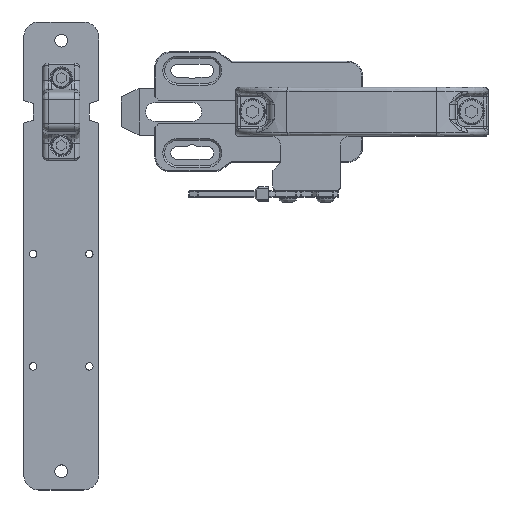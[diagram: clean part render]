
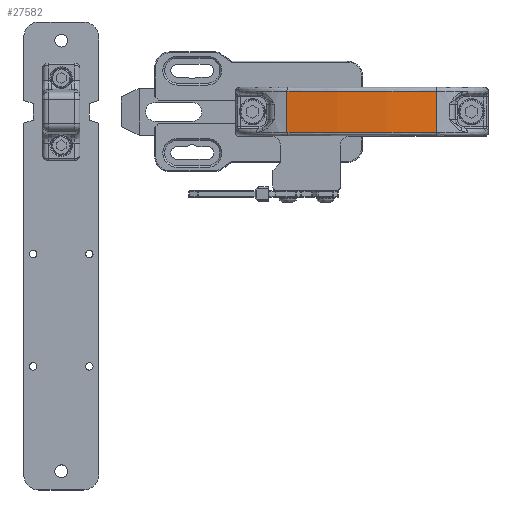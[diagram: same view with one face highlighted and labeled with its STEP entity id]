
A CAD part, top view. The second image highlights one B-rep face of the part: STEP entity #27582.
In plain terms, the highlighted cylindrical face has radius 254.194 mm (diameter 508.389 mm), a partial arc.
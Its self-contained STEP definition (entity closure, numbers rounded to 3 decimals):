
#270 = CYLINDRICAL_SURFACE ( 'NONE', #12729, 254.194 ) ;
#1025 = VECTOR ( 'NONE', #25399, 1000. ) ;
#1757 = LINE ( 'NONE', #18273, #1025 ) ;
#2267 = DIRECTION ( 'NONE',  ( 0., -1., 0. ) ) ;
#2738 = ORIENTED_EDGE ( 'NONE', *, *, #23606, .T. ) ;
#3138 = EDGE_LOOP ( 'NONE', ( #2738, #18993, #17325, #22109 ) ) ;
#4719 = DIRECTION ( 'NONE',  ( 0., 1., 0. ) ) ;
#6387 = CARTESIAN_POINT ( 'NONE',  ( 160.6, 213., -175.394 ) ) ;
#7980 = CARTESIAN_POINT ( 'NONE',  ( 200.6, 215., 75.633 ) ) ;
#8998 = DIRECTION ( 'NONE',  ( 0., -1., 0. ) ) ;
#9313 = EDGE_CURVE ( 'NONE', #21821, #28467, #21767, .T. ) ;
#9653 = CARTESIAN_POINT ( 'NONE',  ( 160.6, 215., -175.394 ) ) ;
#11923 = VERTEX_POINT ( 'NONE', #22128 ) ;
#12686 = AXIS2_PLACEMENT_3D ( 'NONE', #30220, #4719, #30377 ) ;
#12729 = AXIS2_PLACEMENT_3D ( 'NONE', #9653, #2267, #16313 ) ;
#13645 = VERTEX_POINT ( 'NONE', #15562 ) ;
#13698 = FACE_OUTER_BOUND ( 'NONE', #3138, .T. ) ;
#14177 = CIRCLE ( 'NONE', #12686, 254.194 ) ;
#15562 = CARTESIAN_POINT ( 'NONE',  ( 200.6, 191., 75.633 ) ) ;
#15662 = CARTESIAN_POINT ( 'NONE',  ( 120.6, 213., 75.633 ) ) ;
#16313 = DIRECTION ( 'NONE',  ( 1., 0., 0. ) ) ;
#17325 = ORIENTED_EDGE ( 'NONE', *, *, #22313, .T. ) ;
#17732 = LINE ( 'NONE', #7980, #26230 ) ;
#17837 = DIRECTION ( 'NONE',  ( 1., 0., 0. ) ) ;
#18022 = CARTESIAN_POINT ( 'NONE',  ( 200.6, 213., 75.633 ) ) ;
#18273 = CARTESIAN_POINT ( 'NONE',  ( 120.6, 215., 75.633 ) ) ;
#18993 = ORIENTED_EDGE ( 'NONE', *, *, #9313, .T. ) ;
#21767 = CIRCLE ( 'NONE', #25213, 254.194 ) ;
#21821 = VERTEX_POINT ( 'NONE', #18022 ) ;
#22109 = ORIENTED_EDGE ( 'NONE', *, *, #26674, .T. ) ;
#22128 = CARTESIAN_POINT ( 'NONE',  ( 120.6, 191., 75.633 ) ) ;
#22313 = EDGE_CURVE ( 'NONE', #28467, #11923, #1757, .T. ) ;
#23606 = EDGE_CURVE ( 'NONE', #13645, #21821, #17732, .T. ) ;
#25213 = AXIS2_PLACEMENT_3D ( 'NONE', #6387, #8998, #17837 ) ;
#25399 = DIRECTION ( 'NONE',  ( 0., -1., 0. ) ) ;
#26230 = VECTOR ( 'NONE', #26861, 1000. ) ;
#26674 = EDGE_CURVE ( 'NONE', #11923, #13645, #14177, .T. ) ;
#26861 = DIRECTION ( 'NONE',  ( 0., 1., 0. ) ) ;
#27582 = ADVANCED_FACE ( 'NONE', ( #13698 ), #270, .T. ) ;
#28467 = VERTEX_POINT ( 'NONE', #15662 ) ;
#30220 = CARTESIAN_POINT ( 'NONE',  ( 160.6, 191., -175.394 ) ) ;
#30377 = DIRECTION ( 'NONE',  ( 1., 0., 0. ) ) ;
